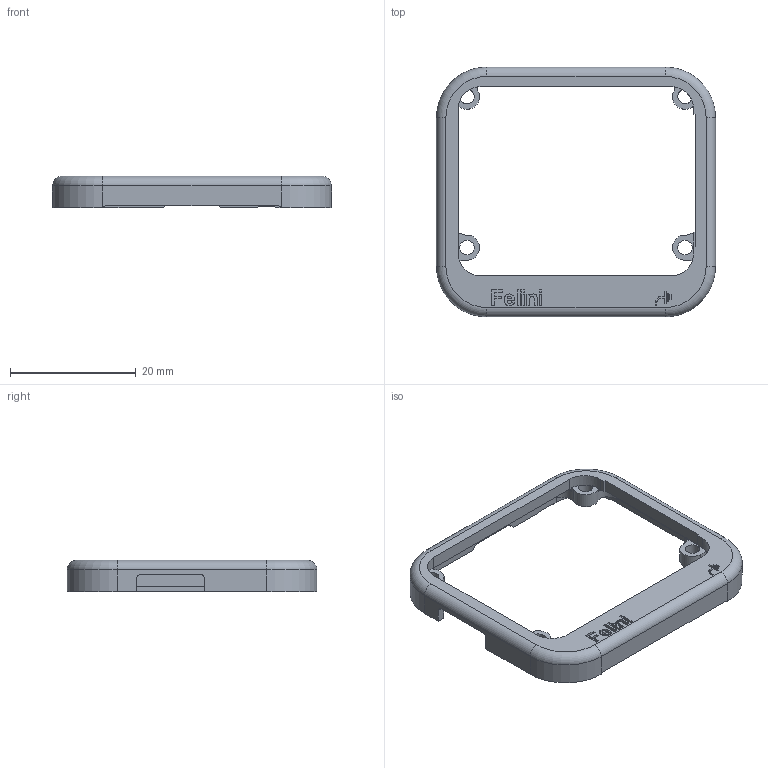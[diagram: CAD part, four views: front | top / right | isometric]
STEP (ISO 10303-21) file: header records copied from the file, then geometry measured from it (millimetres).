
FILE_DESCRIPTION(/* description */ (''),/* implementation_level */ '2;1');
FILE_NAME(/* name */ 'FeliniV3_body_top.step',/* time_stamp */ '2023-11-10T16:01:40+07:00',/* author */ (''),/* organization */ (''),/* preprocessor_version */ 'ST-DEVELOPER v20',/* originating_system */ 'Autodesk Translation Framework v12.9.0.99',/* authorisation */ '');
FILE_SCHEMA (('AUTOMOTIVE_DESIGN { 1 0 10303 214 3 1 1 }'));
Length unit declared in the file: millimetre
Products named in the file (1): FeliniV3_body_full
Bounding box: 44.38 x 39.73 x 4.98 mm (x, y, z)
Volume: 1742.7 mm3; surface area: 2630.5 mm2
Topology: 1 solids, 1 shells, 215 faces, 599 edges, 392 vertices
Faces by surface type: plane 122, bspline 48, cylinder 38, torus 6, sphere 1
Full cylindrical faces by diameter (mm): 2.3 x4
Entity records: 10095 total; most frequent: CARTESIAN_POINT 4786, ORIENTED_EDGE 1192, DIRECTION 946, EDGE_CURVE 596, VERTEX_POINT 392, LINE 376, VECTOR 376, AXIS2_PLACEMENT_3D 285
